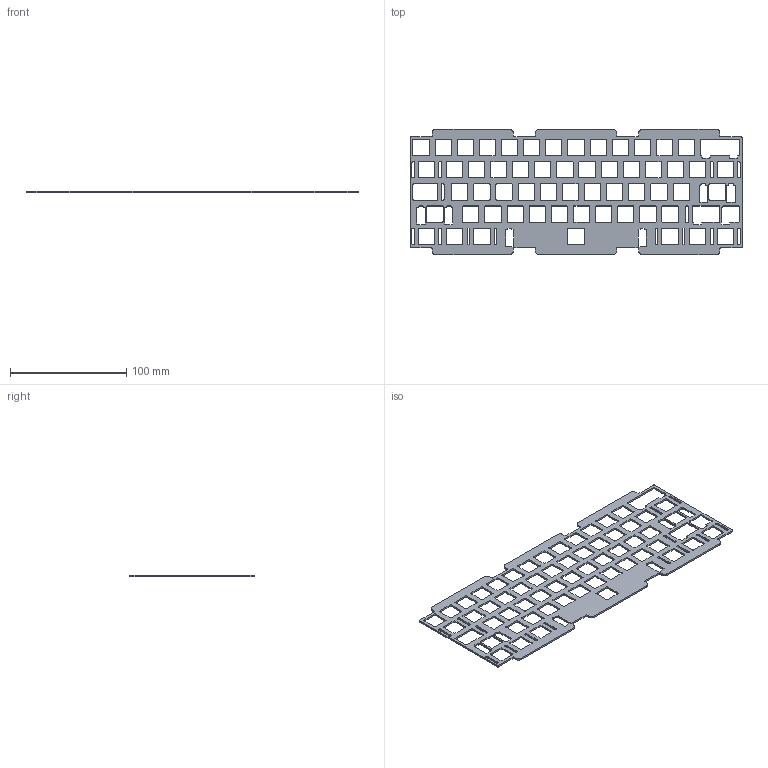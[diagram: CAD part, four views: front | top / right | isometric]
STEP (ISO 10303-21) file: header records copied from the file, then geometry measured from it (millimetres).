
FILE_DESCRIPTION (( 'STEP AP203' ), '1' );
FILE_NAME ('Plate- HHKB.STEP', '2020-10-30T23:25:40', ( '' ), ( '' ), 'SwSTEP 2.0', 'SolidWorks 2020', '' );
FILE_SCHEMA (( 'CONFIG_CONTROL_DESIGN' ));
Length unit declared in the file: millimetre
Products named in the file (1): Plate- HHKB
Bounding box: 285.75 x 108.25 x 1.5 mm (x, y, z)
Volume: 24603.5 mm3; surface area: 40265.1 mm2
Topology: 1 solids, 1 shells, 766 faces, 2292 edges, 1528 vertices
Faces by surface type: plane 394, cylinder 372
Entity records: 26381 total; most frequent: CARTESIAN_POINT 4587, ORIENTED_EDGE 4584, DIRECTION 4570, EDGE_CURVE 2292, LINE 1548, VECTOR 1548, VERTEX_POINT 1528, AXIS2_PLACEMENT_3D 1511
